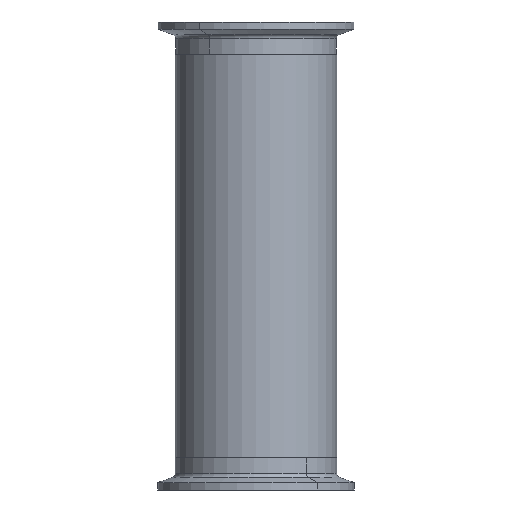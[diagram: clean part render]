
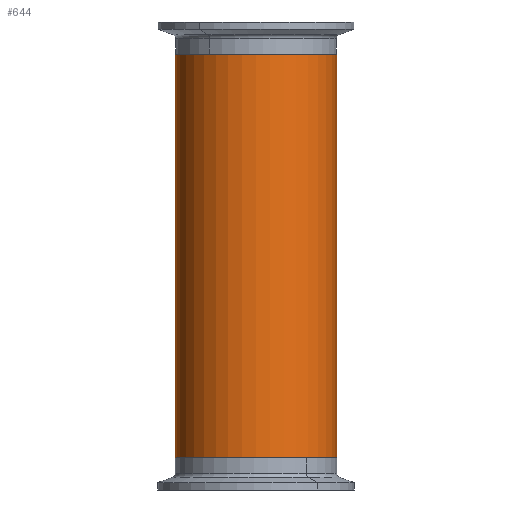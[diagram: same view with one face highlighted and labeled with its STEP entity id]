
A CAD part, front view. The second image highlights one B-rep face of the part: STEP entity #644.
In plain terms, the highlighted cylindrical face has radius 31.75 mm (diameter 63.5 mm), a partial arc.
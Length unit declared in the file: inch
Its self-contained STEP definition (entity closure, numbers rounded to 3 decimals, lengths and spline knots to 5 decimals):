
#55 = CARTESIAN_POINT ( 'NONE',  ( -1.25, 0., 3.12598 ) ) ;
#75 = CARTESIAN_POINT ( 'NONE',  ( 0., 0., -3.12598 ) ) ;
#112 = AXIS2_PLACEMENT_3D ( 'NONE', #489, #2547, #2564 ) ;
#135 = AXIS2_PLACEMENT_3D ( 'NONE', #2197, #2003, #2445 ) ;
#341 = VECTOR ( 'NONE', #2325, 39.37008 ) ;
#342 = CYLINDRICAL_SURFACE ( 'NONE', #112, 1.25 ) ;
#380 = EDGE_LOOP ( 'NONE', ( #2201, #1455, #1933, #530 ) ) ;
#489 = CARTESIAN_POINT ( 'NONE',  ( 0., 0., 3.12598 ) ) ;
#530 = ORIENTED_EDGE ( 'NONE', *, *, #681, .T. ) ;
#644 = ADVANCED_FACE ( 'NONE', ( #2905 ), #342, .T. ) ;
#681 = EDGE_CURVE ( 'NONE', #763, #2377, #1554, .T. ) ;
#755 = VERTEX_POINT ( 'NONE', #2130 ) ;
#763 = VERTEX_POINT ( 'NONE', #1897 ) ;
#877 = CARTESIAN_POINT ( 'NONE',  ( 1.25, 0., -3.12598 ) ) ;
#904 = EDGE_CURVE ( 'NONE', #2455, #2377, #1757, .T. ) ;
#974 = VECTOR ( 'NONE', #2679, 39.37008 ) ;
#1089 = CARTESIAN_POINT ( 'NONE',  ( 1.25, 0., 3.12598 ) ) ;
#1090 = AXIS2_PLACEMENT_3D ( 'NONE', #75, #1194, #1203 ) ;
#1127 = LINE ( 'NONE', #55, #341 ) ;
#1194 = DIRECTION ( 'NONE',  ( 0., 0., 1. ) ) ;
#1203 = DIRECTION ( 'NONE',  ( 1., 0., 0. ) ) ;
#1455 = ORIENTED_EDGE ( 'NONE', *, *, #2230, .F. ) ;
#1554 = CIRCLE ( 'NONE', #1090, 1.25 ) ;
#1757 = LINE ( 'NONE', #1089, #974 ) ;
#1897 = CARTESIAN_POINT ( 'NONE',  ( -1.25, 0., -3.12598 ) ) ;
#1933 = ORIENTED_EDGE ( 'NONE', *, *, #2103, .T. ) ;
#2003 = DIRECTION ( 'NONE',  ( 0., 0., 1. ) ) ;
#2103 = EDGE_CURVE ( 'NONE', #755, #763, #1127, .T. ) ;
#2130 = CARTESIAN_POINT ( 'NONE',  ( -1.25, 0., 3.12598 ) ) ;
#2197 = CARTESIAN_POINT ( 'NONE',  ( 0., 0., 3.12598 ) ) ;
#2201 = ORIENTED_EDGE ( 'NONE', *, *, #904, .F. ) ;
#2230 = EDGE_CURVE ( 'NONE', #755, #2455, #2791, .T. ) ;
#2325 = DIRECTION ( 'NONE',  ( 0., 0., -1. ) ) ;
#2377 = VERTEX_POINT ( 'NONE', #877 ) ;
#2445 = DIRECTION ( 'NONE',  ( 1., 0., 0. ) ) ;
#2455 = VERTEX_POINT ( 'NONE', #2765 ) ;
#2547 = DIRECTION ( 'NONE',  ( 0., 0., -1. ) ) ;
#2564 = DIRECTION ( 'NONE',  ( -1., 0., 0. ) ) ;
#2679 = DIRECTION ( 'NONE',  ( 0., 0., -1. ) ) ;
#2765 = CARTESIAN_POINT ( 'NONE',  ( 1.25, 0., 3.12598 ) ) ;
#2791 = CIRCLE ( 'NONE', #135, 1.25 ) ;
#2905 = FACE_OUTER_BOUND ( 'NONE', #380, .T. ) ;
